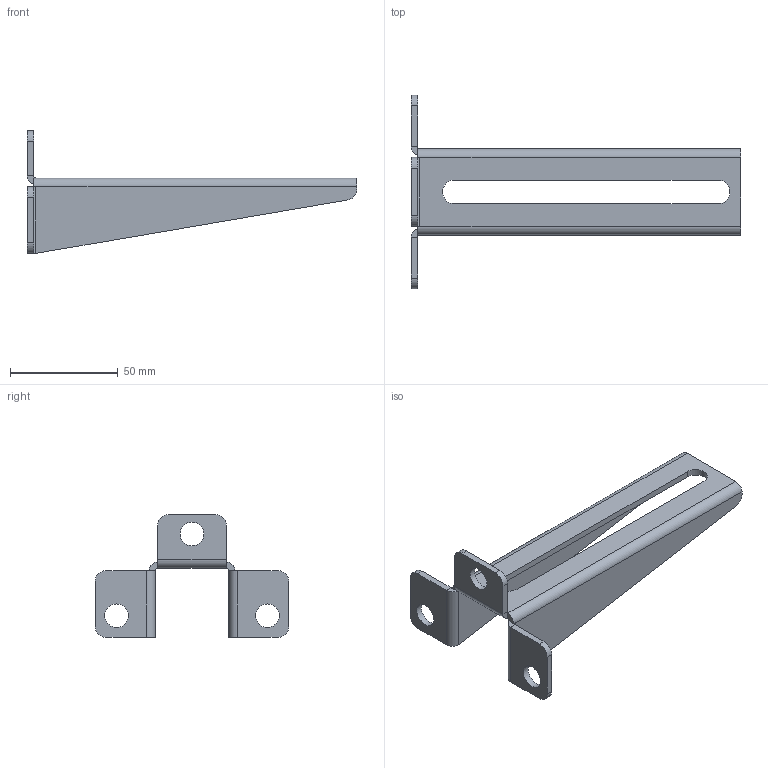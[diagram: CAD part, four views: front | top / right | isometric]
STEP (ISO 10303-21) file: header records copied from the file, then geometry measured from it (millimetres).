
FILE_DESCRIPTION(('STEP AP203'), '1');
FILE_NAME('ÐË262.RC30-RC35 Êðîíøòåéí óäëèíåííûé', '', ('UNSPECIFIED'), ('UNSPECIFIED'), 'ASCON STEP Converter 1.3', 'ASCON Math Kernel', '');
FILE_SCHEMA(('CONFIG_CONTROL_DESIGN'));
Length unit declared in the file: millimetre
Products named in the file (1): 262.RC35
Bounding box: 153 x 90 x 57 mm (x, y, z)
Volume: 36430.9 mm3; surface area: 27268.9 mm2
Topology: 1 solids, 1 shells, 86 faces, 209 edges, 126 vertices
Faces by surface type: plane 55, cylinder 31
Full cylindrical faces by diameter (mm): 11 x3
Entity records: 3208 total; most frequent: DIRECTION 442, CARTESIAN_POINT 419, ORIENTED_EDGE 412, EDGE_CURVE 206, AXIS2_PLACEMENT_3D 149, LINE 144, VECTOR 144, VERTEX_POINT 126
